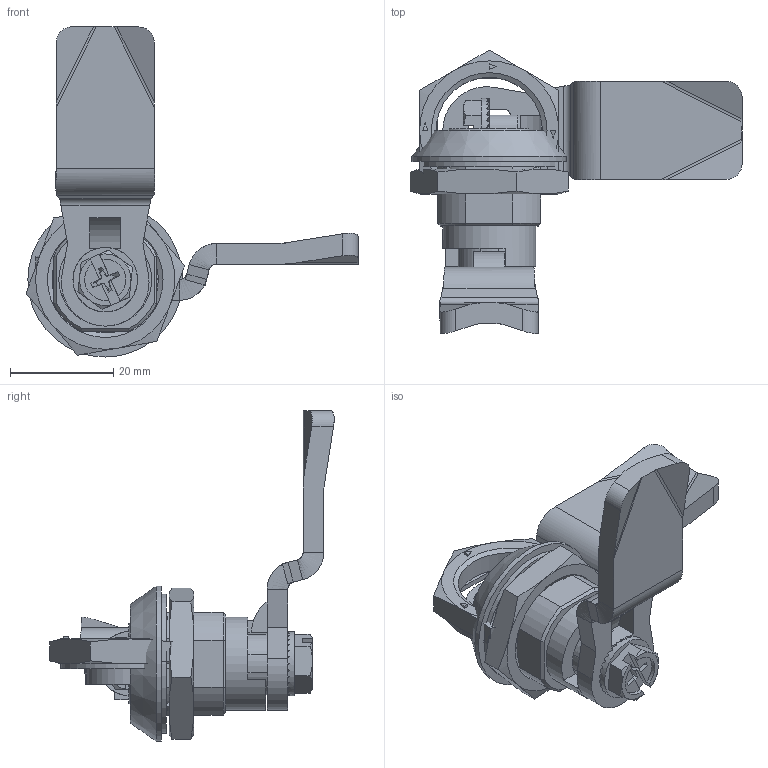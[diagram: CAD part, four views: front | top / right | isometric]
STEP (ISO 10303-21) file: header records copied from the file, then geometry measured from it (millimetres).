
FILE_DESCRIPTION( ( 'STEP AP203' ), '1' );
FILE_NAME( ' ', ' ', ( ' ' ), ( ' ' ), 'PSStep 10.0', ' ', ' ' );
FILE_SCHEMA( ( 'CONFIG_CONTROL_DESIGN' ) );
Length unit declared in the file: millimetre
Products named in the file (7): Assem1; 1; 2; 3; 4; 5; 6
Bounding box: 64.35 x 55.09 x 64 mm (x, y, z)
Volume: 28927.5 mm3; surface area: 23821.5 mm2
Topology: 12 solids, 12 shells, 864 faces, 2350 edges, 1536 vertices
Faces by surface type: plane 660, cylinder 120, cone 56, bspline 24, sphere 4
Full cylindrical faces by diameter (mm): 5.1 x4, 6 x2, 10.2 x2, 12.2 x2, 12.5 x2, 16 x2, 16.1 x2, 18 x2, 20.6 x2, 27 x2, 30 x2
Entity records: 14365 total; most frequent: CARTESIAN_POINT 3197, ORIENTED_EDGE 2300, DIRECTION 2193, EDGE_CURVE 1150, LINE 767, VECTOR 767, VERTEX_POINT 761, AXIS2_PLACEMENT_3D 713
